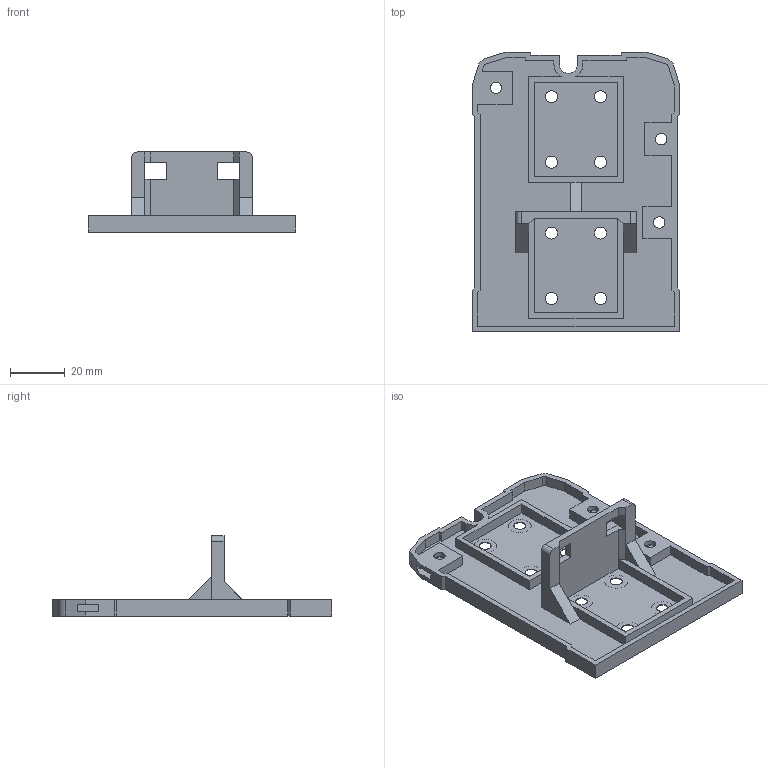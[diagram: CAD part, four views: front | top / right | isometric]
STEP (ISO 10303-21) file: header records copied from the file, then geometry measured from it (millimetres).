
FILE_DESCRIPTION (( 'STEP AP214' ), '1' );
FILE_NAME ('Anycubic mega s 2 ara parça.STEP', '2024-10-21T07:33:32', ( '' ), ( '' ), 'SwSTEP 2.0', 'SolidWorks 2024', '' );
FILE_SCHEMA (( 'AUTOMOTIVE_DESIGN' ));
Length unit declared in the file: millimetre
Products named in the file (1): Anycubic mega s 2 ara parça
Bounding box: 76.2 x 102.42 x 29.4 mm (x, y, z)
Volume: 23572.8 mm3; surface area: 24179.5 mm2
Topology: 1 solids, 1 shells, 180 faces, 494 edges, 326 vertices
Faces by surface type: plane 127, cylinder 37, cone 16
Entity records: 5771 total; most frequent: CARTESIAN_POINT 1001, ORIENTED_EDGE 988, DIRECTION 962, EDGE_CURVE 494, VECTOR 388, LINE 388, VERTEX_POINT 326, AXIS2_PLACEMENT_3D 287
